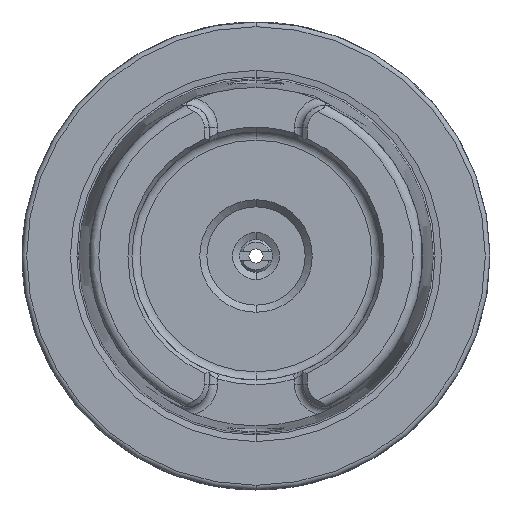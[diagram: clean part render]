
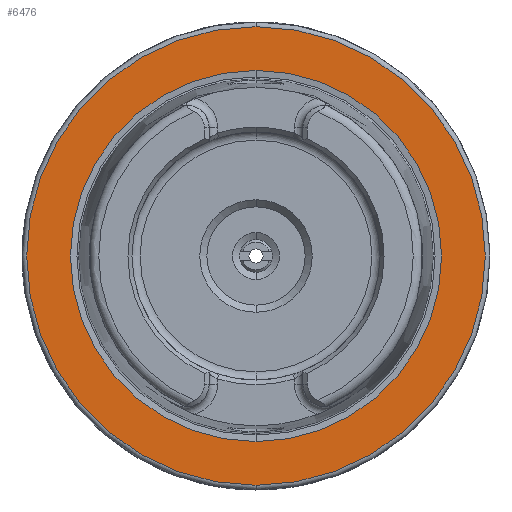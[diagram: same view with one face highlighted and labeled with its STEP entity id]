
A CAD part, left-side view. The second image highlights one B-rep face of the part: STEP entity #6476.
In plain terms, the highlighted planar face has unit normal (-1, 0, 0).
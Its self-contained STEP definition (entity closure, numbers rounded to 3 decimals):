
#92 = DIRECTION ( 'NONE',  ( 0., 0., 1. ) ) ;
#170 = EDGE_CURVE ( 'NONE', #6287, #1821, #1255, .T. ) ;
#364 = AXIS2_PLACEMENT_3D ( 'NONE', #7694, #2188, #1578 ) ;
#572 = CARTESIAN_POINT ( 'NONE',  ( 0., 0., 0. ) ) ;
#694 = CARTESIAN_POINT ( 'NONE',  ( 0., 0., 0. ) ) ;
#789 = CARTESIAN_POINT ( 'NONE',  ( 0., 0., 39.647 ) ) ;
#1086 = AXIS2_PLACEMENT_3D ( 'NONE', #694, #3152, #5590 ) ;
#1255 = CIRCLE ( 'NONE', #364, 39.647 ) ;
#1460 = CARTESIAN_POINT ( 'NONE',  ( 0., 0., 0. ) ) ;
#1578 = DIRECTION ( 'NONE',  ( 0., 0., -1. ) ) ;
#1787 = CIRCLE ( 'NONE', #6279, 49. ) ;
#1821 = VERTEX_POINT ( 'NONE', #789 ) ;
#1886 = PLANE ( 'NONE',  #5614 ) ;
#1946 = EDGE_CURVE ( 'NONE', #1821, #6287, #5826, .T. ) ;
#2001 = EDGE_CURVE ( 'NONE', #5689, #3469, #2763, .T. ) ;
#2178 = ORIENTED_EDGE ( 'NONE', *, *, #170, .T. ) ;
#2188 = DIRECTION ( 'NONE',  ( 1., 0., 0. ) ) ;
#2454 = DIRECTION ( 'NONE',  ( -1., 0., 0. ) ) ;
#2633 = AXIS2_PLACEMENT_3D ( 'NONE', #1460, #6972, #3438 ) ;
#2763 = CIRCLE ( 'NONE', #2633, 49. ) ;
#2848 = EDGE_LOOP ( 'NONE', ( #2983, #7864 ) ) ;
#2983 = ORIENTED_EDGE ( 'NONE', *, *, #2001, .F. ) ;
#2993 = DIRECTION ( 'NONE',  ( 0., 0., -1. ) ) ;
#3015 = FACE_BOUND ( 'NONE', #4099, .T. ) ;
#3032 = DIRECTION ( 'NONE',  ( 1., 0., 0. ) ) ;
#3152 = DIRECTION ( 'NONE',  ( 1., 0., 0. ) ) ;
#3438 = DIRECTION ( 'NONE',  ( 0., 0., -1. ) ) ;
#3469 = VERTEX_POINT ( 'NONE', #5686 ) ;
#4099 = EDGE_LOOP ( 'NONE', ( #6461, #2178 ) ) ;
#4892 = CARTESIAN_POINT ( 'NONE',  ( 0., 0., -49. ) ) ;
#5264 = CARTESIAN_POINT ( 'NONE',  ( 0., 0., -39.647 ) ) ;
#5590 = DIRECTION ( 'NONE',  ( 0., 0., -1. ) ) ;
#5614 = AXIS2_PLACEMENT_3D ( 'NONE', #6186, #2454, #92 ) ;
#5686 = CARTESIAN_POINT ( 'NONE',  ( 0., 0., 49. ) ) ;
#5689 = VERTEX_POINT ( 'NONE', #4892 ) ;
#5826 = CIRCLE ( 'NONE', #1086, 39.647 ) ;
#6186 = CARTESIAN_POINT ( 'NONE',  ( 0., 39.647, 0. ) ) ;
#6279 = AXIS2_PLACEMENT_3D ( 'NONE', #572, #3032, #2993 ) ;
#6287 = VERTEX_POINT ( 'NONE', #5264 ) ;
#6461 = ORIENTED_EDGE ( 'NONE', *, *, #1946, .T. ) ;
#6476 = ADVANCED_FACE ( 'NONE', ( #3015, #7920 ), #1886, .T. ) ;
#6972 = DIRECTION ( 'NONE',  ( 1., 0., 0. ) ) ;
#7694 = CARTESIAN_POINT ( 'NONE',  ( 0., 0., 0. ) ) ;
#7758 = EDGE_CURVE ( 'NONE', #3469, #5689, #1787, .T. ) ;
#7864 = ORIENTED_EDGE ( 'NONE', *, *, #7758, .F. ) ;
#7920 = FACE_OUTER_BOUND ( 'NONE', #2848, .T. ) ;
